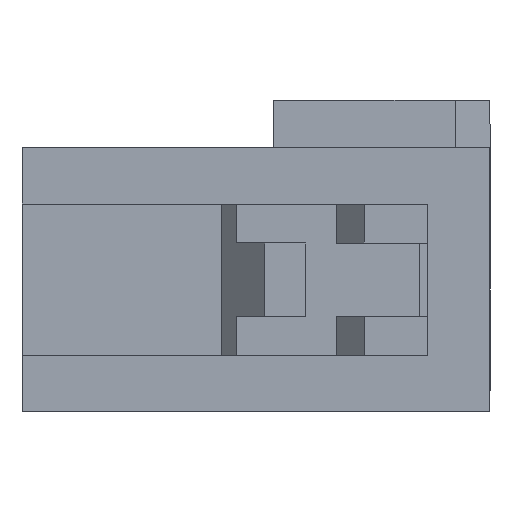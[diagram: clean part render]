
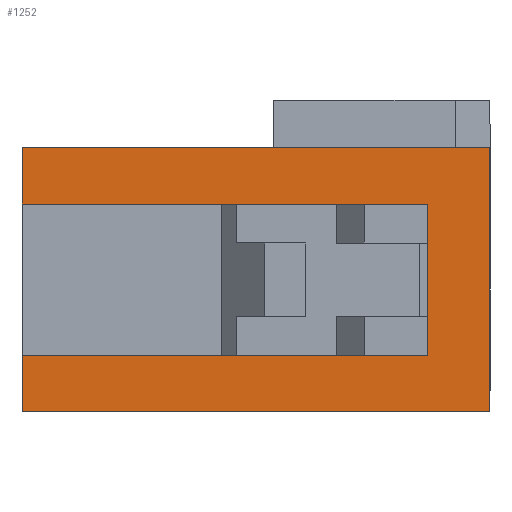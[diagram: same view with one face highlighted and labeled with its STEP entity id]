
A CAD part, left-side view. The second image highlights one B-rep face of the part: STEP entity #1252.
In plain terms, the highlighted planar face has unit normal (-1, 0, 0).
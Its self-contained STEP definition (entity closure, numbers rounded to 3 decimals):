
#1252=ADVANCED_FACE('',(#1862),#1560,.T.);
#1560=PLANE('',#7418);
#1862=FACE_OUTER_BOUND('',#2167,.T.);
#2167=EDGE_LOOP('',(#3217,#3218,#3219,#3220,#3221,#3222,#3223,#3224));
#3217=ORIENTED_EDGE('',*,*,#5227,.T.);
#3218=ORIENTED_EDGE('',*,*,#5202,.T.);
#3219=ORIENTED_EDGE('',*,*,#5209,.T.);
#3220=ORIENTED_EDGE('',*,*,#5229,.F.);
#3221=ORIENTED_EDGE('',*,*,#5230,.T.);
#3222=ORIENTED_EDGE('',*,*,#5231,.T.);
#3223=ORIENTED_EDGE('',*,*,#5232,.T.);
#3224=ORIENTED_EDGE('',*,*,#5233,.F.);
#4447=VERTEX_POINT('',#10162);
#4448=VERTEX_POINT('',#10164);
#4453=VERTEX_POINT('',#10177);
#4464=VERTEX_POINT('',#10214);
#4465=VERTEX_POINT('',#10218);
#4466=VERTEX_POINT('',#10220);
#4467=VERTEX_POINT('',#10222);
#4468=VERTEX_POINT('',#10224);
#5202=EDGE_CURVE('',#4448,#4447,#6065,.T.);
#5209=EDGE_CURVE('',#4447,#4453,#6072,.T.);
#5227=EDGE_CURVE('',#4464,#4448,#6090,.T.);
#5229=EDGE_CURVE('',#4465,#4453,#6092,.T.);
#5230=EDGE_CURVE('',#4465,#4466,#6093,.T.);
#5231=EDGE_CURVE('',#4466,#4467,#6094,.T.);
#5232=EDGE_CURVE('',#4467,#4468,#6095,.T.);
#5233=EDGE_CURVE('',#4464,#4468,#6096,.T.);
#6065=LINE('',#10163,#6916);
#6072=LINE('',#10178,#6923);
#6090=LINE('',#10213,#6941);
#6092=LINE('',#10217,#6943);
#6093=LINE('',#10219,#6944);
#6094=LINE('',#10221,#6945);
#6095=LINE('',#10223,#6946);
#6096=LINE('',#10225,#6947);
#6916=VECTOR('',#8494,1.);
#6923=VECTOR('',#8505,1.);
#6941=VECTOR('',#8537,1.);
#6943=VECTOR('',#8541,1.);
#6944=VECTOR('',#8542,1.);
#6945=VECTOR('',#8543,1.);
#6946=VECTOR('',#8544,1.);
#6947=VECTOR('',#8545,1.);
#7418=AXIS2_PLACEMENT_3D('',#10226,#8546,#8547);
#8494=DIRECTION('',(0.,0.,-1.));
#8505=DIRECTION('',(0.,1.,0.));
#8537=DIRECTION('',(0.,-1.,0.));
#8541=DIRECTION('',(0.,0.,1.));
#8542=DIRECTION('',(0.,-1.,0.));
#8543=DIRECTION('',(0.,0.,1.));
#8544=DIRECTION('',(0.,1.,0.));
#8545=DIRECTION('',(0.,0.,1.));
#8546=DIRECTION('',(-1.,0.,0.));
#8547=DIRECTION('',(0.,-1.,0.));
#10162=CARTESIAN_POINT('',(0.,1.45,1.3));
#10163=CARTESIAN_POINT('',(0.,1.45,4.8));
#10164=CARTESIAN_POINT('',(0.,1.45,4.8));
#10177=CARTESIAN_POINT('',(0.,10.8,1.3));
#10178=CARTESIAN_POINT('',(0.,1.45,1.3));
#10213=CARTESIAN_POINT('',(0.,10.8,4.8));
#10214=CARTESIAN_POINT('',(0.,10.8,4.8));
#10217=CARTESIAN_POINT('',(0.,10.8,0.));
#10218=CARTESIAN_POINT('',(0.,10.8,0.));
#10219=CARTESIAN_POINT('',(0.,10.8,0.));
#10220=CARTESIAN_POINT('',(0.,0.,0.));
#10221=CARTESIAN_POINT('',(0.,0.,0.));
#10222=CARTESIAN_POINT('',(0.,0.,6.1));
#10223=CARTESIAN_POINT('',(0.,0.,6.1));
#10224=CARTESIAN_POINT('',(0.,10.8,6.1));
#10225=CARTESIAN_POINT('',(0.,10.8,4.8));
#10226=CARTESIAN_POINT('',(0.,10.8,0.));
